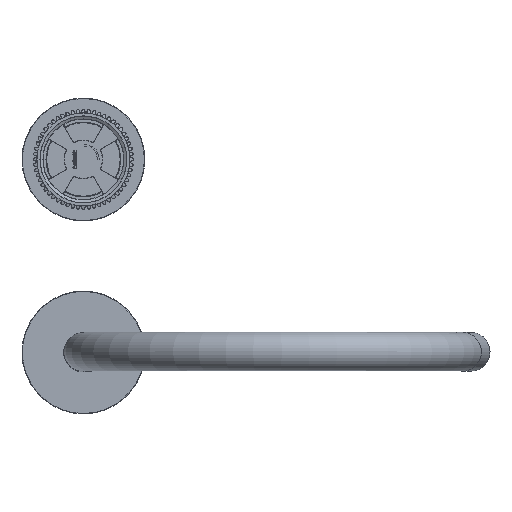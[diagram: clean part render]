
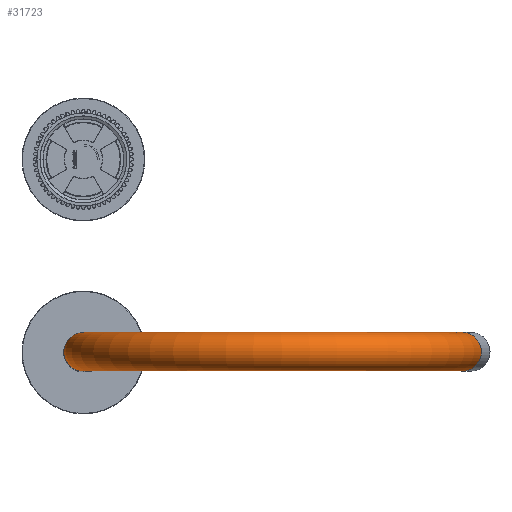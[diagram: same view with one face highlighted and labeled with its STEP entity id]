
A CAD part, top view. The second image highlights one B-rep face of the part: STEP entity #31723.
In plain terms, the highlighted toroidal (fillet/blend) face has major radius 110 mm and minor radius 11 mm.
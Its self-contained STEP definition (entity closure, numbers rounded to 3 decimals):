
#4561=TOROIDAL_SURFACE('',#51254,110.,11.);
#6374=ORIENTED_EDGE('',*,*,#15878,.F.);
#6375=ORIENTED_EDGE('',*,*,#15879,.T.);
#15878=EDGE_CURVE('',#20646,#20646,#23675,.T.);
#15879=EDGE_CURVE('',#20647,#20647,#23676,.T.);
#20646=VERTEX_POINT('',#64379);
#20647=VERTEX_POINT('',#64382);
#23675=CIRCLE('',#51253,11.);
#23676=CIRCLE('',#51255,11.);
#25946=EDGE_LOOP('',(#6374));
#25947=EDGE_LOOP('',(#6375));
#28828=FACE_BOUND('',#25946,.T.);
#28829=FACE_BOUND('',#25947,.T.);
#31723=ADVANCED_FACE('',(#28828,#28829),#4561,.T.);
#51253=AXIS2_PLACEMENT_3D('',#64378,#55348,#55349);
#51254=AXIS2_PLACEMENT_3D('',#64380,#55350,#55351);
#51255=AXIS2_PLACEMENT_3D('',#64381,#55352,#55353);
#55348=DIRECTION('',(0.259,-0.966,0.));
#55349=DIRECTION('',(0.,0.,1.));
#55350=DIRECTION('',(0.,0.,-1.));
#55351=DIRECTION('',(-1.,0.,0.));
#55352=DIRECTION('',(0.,1.,0.));
#55353=DIRECTION('',(0.,0.,1.));
#64378=CARTESIAN_POINT('',(216.252,164.87,0.));
#64379=CARTESIAN_POINT('',(216.252,164.87,11.));
#64380=CARTESIAN_POINT('',(110.,136.4,0.));
#64381=CARTESIAN_POINT('',(0.,136.4,0.));
#64382=CARTESIAN_POINT('',(0.,136.4,11.));
